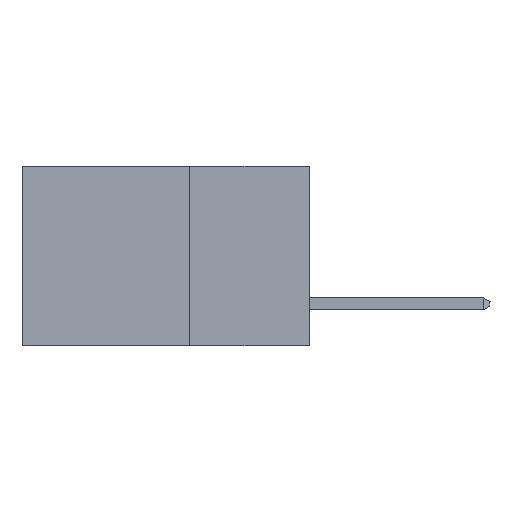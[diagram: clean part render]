
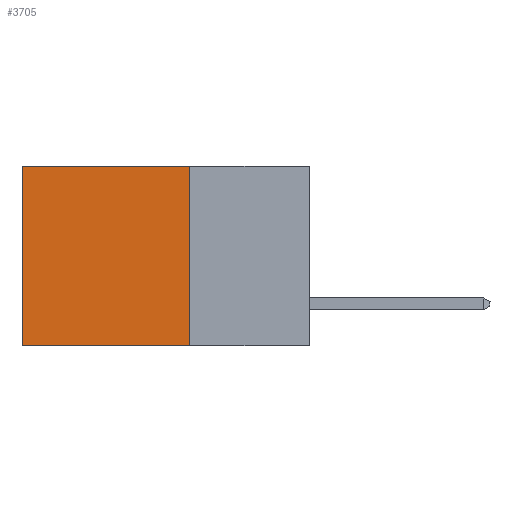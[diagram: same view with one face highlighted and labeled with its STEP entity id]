
A CAD part, left-side view. The second image highlights one B-rep face of the part: STEP entity #3705.
In plain terms, the highlighted planar face has unit normal (-1, 0, 0).
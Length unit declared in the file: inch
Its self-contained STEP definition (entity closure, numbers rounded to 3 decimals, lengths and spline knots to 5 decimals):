
#363 = ORIENTED_EDGE ( 'NONE', *, *, #7338, .T. ) ;
#582 = LINE ( 'NONE', #5957, #1354 ) ;
#770 = CARTESIAN_POINT ( 'NONE',  ( 0.2875, 0.6, -0.375 ) ) ;
#1354 = VECTOR ( 'NONE', #1574, 39.37008 ) ;
#1429 = EDGE_CURVE ( 'NONE', #5222, #5488, #6479, .T. ) ;
#1574 = DIRECTION ( 'NONE',  ( 0., 1., 0. ) ) ;
#1891 = VECTOR ( 'NONE', #6523, 39.37008 ) ;
#2519 = DIRECTION ( 'NONE',  ( 0., 0., -1. ) ) ;
#2586 = CARTESIAN_POINT ( 'NONE',  ( 0.2875, 0.25, -0.375 ) ) ;
#2855 = CARTESIAN_POINT ( 'NONE',  ( 0.2875, 0.6, -0.375 ) ) ;
#3705 = ADVANCED_FACE ( 'NONE', ( #9294 ), #6272, .F. ) ;
#4215 = CARTESIAN_POINT ( 'NONE',  ( 0.2875, 0.25, 0. ) ) ;
#4392 = EDGE_CURVE ( 'NONE', #5222, #6579, #4967, .T. ) ;
#4574 = VERTEX_POINT ( 'NONE', #2855 ) ;
#4578 = DIRECTION ( 'NONE',  ( 0., 0., -1. ) ) ;
#4725 = DIRECTION ( 'NONE',  ( 1., 0., 0. ) ) ;
#4957 = EDGE_LOOP ( 'NONE', ( #363, #6901, #8485, #5707 ) ) ;
#4967 = LINE ( 'NONE', #7208, #1891 ) ;
#4971 = CARTESIAN_POINT ( 'NONE',  ( 0.2875, 0.6, 0. ) ) ;
#5222 = VERTEX_POINT ( 'NONE', #4215 ) ;
#5292 = VECTOR ( 'NONE', #4578, 39.37008 ) ;
#5304 = CARTESIAN_POINT ( 'NONE',  ( 0.2875, 0.25, -0.375 ) ) ;
#5488 = VERTEX_POINT ( 'NONE', #9076 ) ;
#5707 = ORIENTED_EDGE ( 'NONE', *, *, #4392, .T. ) ;
#5957 = CARTESIAN_POINT ( 'NONE',  ( 0.2875, 0.25, -0.375 ) ) ;
#6268 = AXIS2_PLACEMENT_3D ( 'NONE', #2586, #4725, #2519 ) ;
#6272 = PLANE ( 'NONE',  #6268 ) ;
#6479 = LINE ( 'NONE', #5304, #5292 ) ;
#6523 = DIRECTION ( 'NONE',  ( 0., 1., 0. ) ) ;
#6579 = VERTEX_POINT ( 'NONE', #4971 ) ;
#6828 = EDGE_CURVE ( 'NONE', #5488, #4574, #582, .T. ) ;
#6901 = ORIENTED_EDGE ( 'NONE', *, *, #6828, .F. ) ;
#7154 = VECTOR ( 'NONE', #8059, 39.37008 ) ;
#7208 = CARTESIAN_POINT ( 'NONE',  ( 0.2875, 0.25, 0. ) ) ;
#7338 = EDGE_CURVE ( 'NONE', #6579, #4574, #9119, .T. ) ;
#8059 = DIRECTION ( 'NONE',  ( 0., 0., -1. ) ) ;
#8485 = ORIENTED_EDGE ( 'NONE', *, *, #1429, .F. ) ;
#9076 = CARTESIAN_POINT ( 'NONE',  ( 0.2875, 0.25, -0.375 ) ) ;
#9119 = LINE ( 'NONE', #770, #7154 ) ;
#9294 = FACE_OUTER_BOUND ( 'NONE', #4957, .T. ) ;
